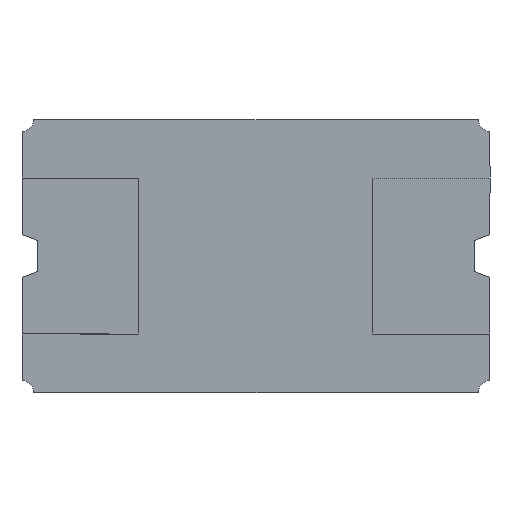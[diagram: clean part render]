
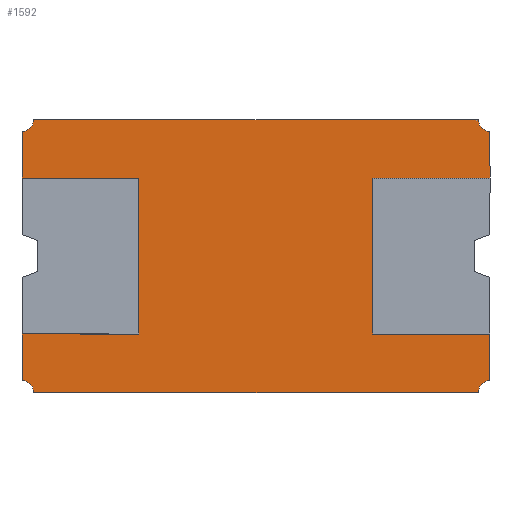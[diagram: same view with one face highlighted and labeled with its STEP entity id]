
A CAD part, front view. The second image highlights one B-rep face of the part: STEP entity #1592.
In plain terms, the highlighted planar face has unit normal (0, -1, 0).
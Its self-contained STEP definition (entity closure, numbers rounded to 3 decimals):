
#18 = PLANE ( 'NONE',  #1946 ) ;
#33 = CARTESIAN_POINT ( 'NONE',  ( 2.85, 0., 1.75 ) ) ;
#44 = CARTESIAN_POINT ( 'NONE',  ( 3., 0., 1. ) ) ;
#78 = EDGE_CURVE ( 'NONE', #245, #1649, #1190, .T. ) ;
#85 = ORIENTED_EDGE ( 'NONE', *, *, #795, .F. ) ;
#100 = CARTESIAN_POINT ( 'NONE',  ( 3., 0., 1.6 ) ) ;
#101 = VERTEX_POINT ( 'NONE', #293 ) ;
#119 = VERTEX_POINT ( 'NONE', #1261 ) ;
#166 = ORIENTED_EDGE ( 'NONE', *, *, #965, .T. ) ;
#176 = VECTOR ( 'NONE', #353, 1000. ) ;
#195 = VERTEX_POINT ( 'NONE', #1503 ) ;
#222 = VERTEX_POINT ( 'NONE', #1822 ) ;
#224 = VECTOR ( 'NONE', #1583, 1000. ) ;
#245 = VERTEX_POINT ( 'NONE', #1201 ) ;
#255 = VECTOR ( 'NONE', #990, 1000. ) ;
#256 = CARTESIAN_POINT ( 'NONE',  ( -3., 0., 0. ) ) ;
#279 = EDGE_LOOP ( 'NONE', ( #1241, #85, #1506, #1401, #166, #1524, #1710, #1615, #1063, #961, #1581, #1489, #1655, #1867, #1068, #376 ) ) ;
#293 = CARTESIAN_POINT ( 'NONE',  ( 2.85, 0., -1.75 ) ) ;
#296 = CARTESIAN_POINT ( 'NONE',  ( 3., 0., -1. ) ) ;
#330 = CARTESIAN_POINT ( 'NONE',  ( 0., 0., 1.75 ) ) ;
#332 = DIRECTION ( 'NONE',  ( 0., 0., 1. ) ) ;
#343 = CARTESIAN_POINT ( 'NONE',  ( -3., 0., -1.75 ) ) ;
#353 = DIRECTION ( 'NONE',  ( 0., 0., -1. ) ) ;
#376 = ORIENTED_EDGE ( 'NONE', *, *, #2030, .T. ) ;
#379 = VERTEX_POINT ( 'NONE', #33 ) ;
#402 = CARTESIAN_POINT ( 'NONE',  ( -2.85, 0., 1.75 ) ) ;
#433 = CARTESIAN_POINT ( 'NONE',  ( 3., 0., -1. ) ) ;
#443 = CARTESIAN_POINT ( 'NONE',  ( -3., 0., -1. ) ) ;
#453 = CARTESIAN_POINT ( 'NONE',  ( -3., 0., 1. ) ) ;
#461 = AXIS2_PLACEMENT_3D ( 'NONE', #1089, #1733, #706 ) ;
#512 = VECTOR ( 'NONE', #1829, 1000. ) ;
#530 = CARTESIAN_POINT ( 'NONE',  ( -3., 0., 1. ) ) ;
#576 = EDGE_CURVE ( 'NONE', #1833, #119, #1711, .T. ) ;
#610 = CARTESIAN_POINT ( 'NONE',  ( -1.5, 0., 1. ) ) ;
#637 = CARTESIAN_POINT ( 'NONE',  ( -1.5, 0., -1. ) ) ;
#642 = CARTESIAN_POINT ( 'NONE',  ( -3., 0., 1.75 ) ) ;
#647 = VECTOR ( 'NONE', #721, 1000. ) ;
#652 = CARTESIAN_POINT ( 'NONE',  ( 1.5, 0., -1. ) ) ;
#653 = DIRECTION ( 'NONE',  ( 0., 1., 0. ) ) ;
#706 = DIRECTION ( 'NONE',  ( 0., 0., 1. ) ) ;
#720 = EDGE_CURVE ( 'NONE', #1028, #844, #1986, .T. ) ;
#721 = DIRECTION ( 'NONE',  ( 0., 0., 1. ) ) ;
#729 = EDGE_CURVE ( 'NONE', #1028, #1713, #1780, .T. ) ;
#772 = CARTESIAN_POINT ( 'NONE',  ( -3., 0., -1. ) ) ;
#775 = VERTEX_POINT ( 'NONE', #1162 ) ;
#795 = EDGE_CURVE ( 'NONE', #1713, #1696, #972, .T. ) ;
#801 = DIRECTION ( 'NONE',  ( 1., 0., 0. ) ) ;
#810 = DIRECTION ( 'NONE',  ( 0., 0., 1. ) ) ;
#843 = CARTESIAN_POINT ( 'NONE',  ( 3., 0., 1. ) ) ;
#844 = VERTEX_POINT ( 'NONE', #100 ) ;
#853 = LINE ( 'NONE', #330, #255 ) ;
#873 = EDGE_CURVE ( 'NONE', #222, #1833, #1684, .T. ) ;
#926 = EDGE_CURVE ( 'NONE', #1696, #1474, #1425, .T. ) ;
#931 = DIRECTION ( 'NONE',  ( 0., -1., 0. ) ) ;
#961 = ORIENTED_EDGE ( 'NONE', *, *, #1233, .F. ) ;
#965 = EDGE_CURVE ( 'NONE', #844, #379, #1985, .T. ) ;
#972 = LINE ( 'NONE', #652, #176 ) ;
#983 = VECTOR ( 'NONE', #1215, 1000. ) ;
#988 = EDGE_CURVE ( 'NONE', #1649, #379, #853, .T. ) ;
#990 = DIRECTION ( 'NONE',  ( 1., 0., 0. ) ) ;
#1019 = CARTESIAN_POINT ( 'NONE',  ( 3., 0., 0. ) ) ;
#1028 = VERTEX_POINT ( 'NONE', #44 ) ;
#1029 = LINE ( 'NONE', #1834, #983 ) ;
#1051 = LINE ( 'NONE', #1800, #1102 ) ;
#1063 = ORIENTED_EDGE ( 'NONE', *, *, #1749, .F. ) ;
#1068 = ORIENTED_EDGE ( 'NONE', *, *, #1107, .F. ) ;
#1069 = DIRECTION ( 'NONE',  ( 1., 0., 0. ) ) ;
#1089 = CARTESIAN_POINT ( 'NONE',  ( 3., 0., -1.75 ) ) ;
#1102 = VECTOR ( 'NONE', #1231, 1000. ) ;
#1104 = LINE ( 'NONE', #637, #224 ) ;
#1107 = EDGE_CURVE ( 'NONE', #775, #101, #1274, .T. ) ;
#1143 = DIRECTION ( 'NONE',  ( -1., 0., 0. ) ) ;
#1162 = CARTESIAN_POINT ( 'NONE',  ( 3., 0., -1.6 ) ) ;
#1164 = CARTESIAN_POINT ( 'NONE',  ( 0., 0., 0. ) ) ;
#1190 = CIRCLE ( 'NONE', #1724, 0.15 ) ;
#1201 = CARTESIAN_POINT ( 'NONE',  ( -3., 0., 1.6 ) ) ;
#1206 = LINE ( 'NONE', #530, #2013 ) ;
#1215 = DIRECTION ( 'NONE',  ( 0., 0., 1. ) ) ;
#1228 = CARTESIAN_POINT ( 'NONE',  ( 0., 0., -1.75 ) ) ;
#1230 = VERTEX_POINT ( 'NONE', #453 ) ;
#1231 = DIRECTION ( 'NONE',  ( 0., 0., 1. ) ) ;
#1233 = EDGE_CURVE ( 'NONE', #119, #1859, #1104, .T. ) ;
#1234 = DIRECTION ( 'NONE',  ( 0., 1., 0. ) ) ;
#1241 = ORIENTED_EDGE ( 'NONE', *, *, #926, .F. ) ;
#1261 = CARTESIAN_POINT ( 'NONE',  ( -1.5, 0., -1. ) ) ;
#1274 = CIRCLE ( 'NONE', #461, 0.15 ) ;
#1276 = CARTESIAN_POINT ( 'NONE',  ( 3., 0., 1.75 ) ) ;
#1321 = FACE_OUTER_BOUND ( 'NONE', #279, .T. ) ;
#1324 = VECTOR ( 'NONE', #1143, 1000. ) ;
#1369 = CARTESIAN_POINT ( 'NONE',  ( 1.5, 0., 1. ) ) ;
#1401 = ORIENTED_EDGE ( 'NONE', *, *, #720, .T. ) ;
#1403 = CIRCLE ( 'NONE', #1673, 0.15 ) ;
#1425 = LINE ( 'NONE', #433, #1918 ) ;
#1474 = VERTEX_POINT ( 'NONE', #296 ) ;
#1488 = AXIS2_PLACEMENT_3D ( 'NONE', #1276, #1234, #1870 ) ;
#1489 = ORIENTED_EDGE ( 'NONE', *, *, #873, .F. ) ;
#1503 = CARTESIAN_POINT ( 'NONE',  ( -2.85, 0., -1.75 ) ) ;
#1506 = ORIENTED_EDGE ( 'NONE', *, *, #729, .F. ) ;
#1524 = ORIENTED_EDGE ( 'NONE', *, *, #988, .F. ) ;
#1581 = ORIENTED_EDGE ( 'NONE', *, *, #576, .F. ) ;
#1583 = DIRECTION ( 'NONE',  ( 0., 0., 1. ) ) ;
#1592 = ADVANCED_FACE ( 'NONE', ( #1321 ), #18, .F. ) ;
#1615 = ORIENTED_EDGE ( 'NONE', *, *, #1736, .F. ) ;
#1649 = VERTEX_POINT ( 'NONE', #402 ) ;
#1655 = ORIENTED_EDGE ( 'NONE', *, *, #1899, .T. ) ;
#1673 = AXIS2_PLACEMENT_3D ( 'NONE', #343, #1779, #332 ) ;
#1684 = LINE ( 'NONE', #256, #647 ) ;
#1696 = VERTEX_POINT ( 'NONE', #1984 ) ;
#1710 = ORIENTED_EDGE ( 'NONE', *, *, #78, .F. ) ;
#1711 = LINE ( 'NONE', #443, #1790 ) ;
#1713 = VERTEX_POINT ( 'NONE', #1369 ) ;
#1724 = AXIS2_PLACEMENT_3D ( 'NONE', #642, #931, #810 ) ;
#1733 = DIRECTION ( 'NONE',  ( 0., -1., 0. ) ) ;
#1736 = EDGE_CURVE ( 'NONE', #1230, #245, #1029, .T. ) ;
#1749 = EDGE_CURVE ( 'NONE', #1859, #1230, #1206, .T. ) ;
#1779 = DIRECTION ( 'NONE',  ( 0., 1., 0. ) ) ;
#1780 = LINE ( 'NONE', #843, #1324 ) ;
#1784 = EDGE_CURVE ( 'NONE', #195, #101, #2011, .T. ) ;
#1789 = VECTOR ( 'NONE', #2045, 1000. ) ;
#1790 = VECTOR ( 'NONE', #1069, 1000. ) ;
#1800 = CARTESIAN_POINT ( 'NONE',  ( 3., 0., 0. ) ) ;
#1822 = CARTESIAN_POINT ( 'NONE',  ( -3., 0., -1.6 ) ) ;
#1829 = DIRECTION ( 'NONE',  ( 0., 0., 1. ) ) ;
#1833 = VERTEX_POINT ( 'NONE', #772 ) ;
#1834 = CARTESIAN_POINT ( 'NONE',  ( -3., 0., 0. ) ) ;
#1853 = DIRECTION ( 'NONE',  ( -1., 0., 0. ) ) ;
#1859 = VERTEX_POINT ( 'NONE', #610 ) ;
#1867 = ORIENTED_EDGE ( 'NONE', *, *, #1784, .T. ) ;
#1870 = DIRECTION ( 'NONE',  ( 0., 0., 1. ) ) ;
#1899 = EDGE_CURVE ( 'NONE', #222, #195, #1403, .T. ) ;
#1918 = VECTOR ( 'NONE', #801, 1000. ) ;
#1928 = DIRECTION ( 'NONE',  ( 0., 0., 1. ) ) ;
#1946 = AXIS2_PLACEMENT_3D ( 'NONE', #1164, #653, #1928 ) ;
#1984 = CARTESIAN_POINT ( 'NONE',  ( 1.5, 0., -1. ) ) ;
#1985 = CIRCLE ( 'NONE', #1488, 0.15 ) ;
#1986 = LINE ( 'NONE', #1019, #512 ) ;
#2011 = LINE ( 'NONE', #1228, #1789 ) ;
#2013 = VECTOR ( 'NONE', #1853, 1000. ) ;
#2030 = EDGE_CURVE ( 'NONE', #775, #1474, #1051, .T. ) ;
#2045 = DIRECTION ( 'NONE',  ( 1., 0., 0. ) ) ;
